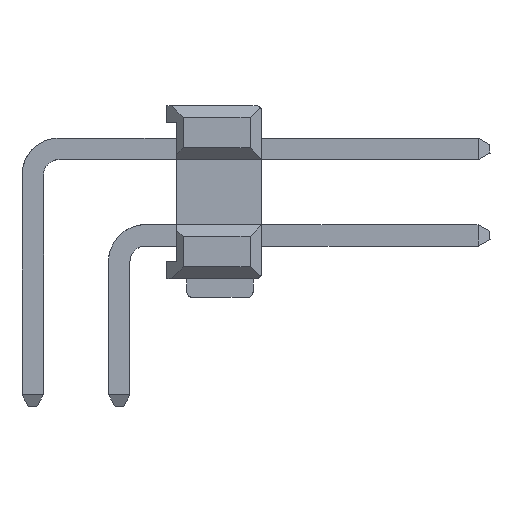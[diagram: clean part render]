
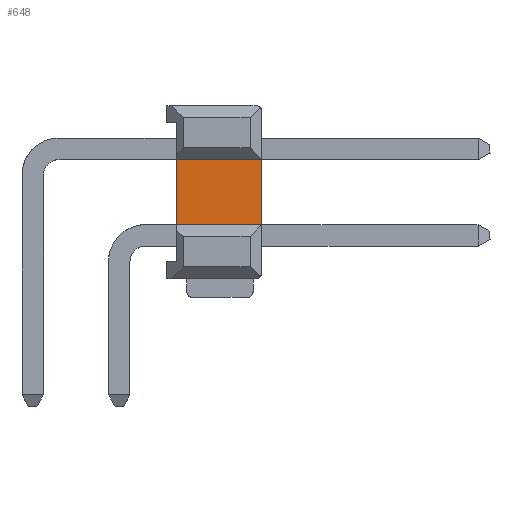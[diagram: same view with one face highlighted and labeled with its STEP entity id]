
A CAD part, left-side view. The second image highlights one B-rep face of the part: STEP entity #648.
In plain terms, the highlighted planar face has unit normal (-1, 0, 0).
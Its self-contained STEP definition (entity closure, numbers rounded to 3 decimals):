
#648=ADVANCED_FACE('',(#1688),#34037,.T.);
#1688=FACE_OUTER_BOUND('',#2731,.T.);
#2731=EDGE_LOOP('',(#3999,#4000,#4001,#4002));
#3999=ORIENTED_EDGE('',*,*,#22693,.T.);
#4000=ORIENTED_EDGE('',*,*,#22683,.F.);
#4001=ORIENTED_EDGE('',*,*,#22690,.F.);
#4002=ORIENTED_EDGE('',*,*,#22686,.F.);
#8977=(
BOUNDED_CURVE()
B_SPLINE_CURVE(1,(#37640,#37641,#37642,#37643),.UNSPECIFIED.,.F.,.F.)
B_SPLINE_CURVE_WITH_KNOTS((2,1,1,2),(-12.607,-11.825,
-11.479,-10.697),.UNSPECIFIED.)
CURVE()
GEOMETRIC_REPRESENTATION_ITEM()
RATIONAL_B_SPLINE_CURVE((1.,1.,1.,1.))
REPRESENTATION_ITEM('')
);
#8980=(
BOUNDED_CURVE()
B_SPLINE_CURVE(1,(#37658,#37659,#37660,#37661),.UNSPECIFIED.,.F.,.F.)
B_SPLINE_CURVE_WITH_KNOTS((2,1,1,2),(-12.607,-11.825,
-11.479,-10.697),.UNSPECIFIED.)
CURVE()
GEOMETRIC_REPRESENTATION_ITEM()
RATIONAL_B_SPLINE_CURVE((1.,1.,1.,1.))
REPRESENTATION_ITEM('')
);
#9806=PCURVE('',#34031,#14980);
#9818=PCURVE('',#34033,#14992);
#9827=PCURVE('',#34035,#15001);
#9849=PCURVE('',#34037,#15023);
#9850=PCURVE('',#34037,#15024);
#9851=PCURVE('',#34037,#15025);
#9852=PCURVE('',#34037,#15026);
#9855=PCURVE('',#34038,#15029);
#14980=DEFINITIONAL_REPRESENTATION('',(#25424),#60387);
#14992=DEFINITIONAL_REPRESENTATION('',(#25439),#60387);
#15001=DEFINITIONAL_REPRESENTATION('',(#25452),#60387);
#15023=DEFINITIONAL_REPRESENTATION('',(#25476),#60387);
#15024=DEFINITIONAL_REPRESENTATION('',(#25477),#60387);
#15025=DEFINITIONAL_REPRESENTATION('',(#25478),#60387);
#15026=DEFINITIONAL_REPRESENTATION('',(#25479),#60387);
#15029=DEFINITIONAL_REPRESENTATION('',(#8980),#60387);
#20096=SURFACE_CURVE('',#25423,(#9806,#9850),.PCURVE_S1.);
#20099=SURFACE_CURVE('',#25438,(#9818,#9852),.PCURVE_S1.);
#20103=SURFACE_CURVE('',#25451,(#9827,#9851),.PCURVE_S1.);
#20106=SURFACE_CURVE('',#8977,(#9849,#9855),.PCURVE_S1.);
#22683=EDGE_CURVE('',#32331,#32325,#20096,.T.);
#22686=EDGE_CURVE('',#32329,#32333,#20099,.T.);
#22690=EDGE_CURVE('',#32333,#32331,#20103,.T.);
#22693=EDGE_CURVE('',#32329,#32325,#20106,.T.);
#25423=B_SPLINE_CURVE_WITH_KNOTS('',1,(#37512,#37513),.UNSPECIFIED.,.F.,
 .F.,(2,2),(-4.97,-2.47),.UNSPECIFIED.);
#25424=B_SPLINE_CURVE_WITH_KNOTS('',1,(#37514,#37515),.UNSPECIFIED.,.F.,
 .F.,(2,2),(-4.97,-2.47),.UNSPECIFIED.);
#25438=B_SPLINE_CURVE_WITH_KNOTS('',1,(#37554,#37555),.UNSPECIFIED.,.F.,
 .F.,(2,2),(-9.38,-6.88),.UNSPECIFIED.);
#25439=B_SPLINE_CURVE_WITH_KNOTS('',1,(#37556,#37557),.UNSPECIFIED.,.F.,
 .F.,(2,2),(-9.38,-6.88),.UNSPECIFIED.);
#25451=B_SPLINE_CURVE_WITH_KNOTS('',1,(#37585,#37586),.UNSPECIFIED.,.F.,
 .F.,(2,2),(-6.88,-4.97),.UNSPECIFIED.);
#25452=B_SPLINE_CURVE_WITH_KNOTS('',1,(#37587,#37588),.UNSPECIFIED.,.F.,
 .F.,(2,2),(-6.88,-4.97),.UNSPECIFIED.);
#25476=B_SPLINE_CURVE_WITH_KNOTS('',1,(#37644,#37645,#37646,#37647),
 .UNSPECIFIED.,.F.,.F.,(2,1,1,2),(-12.607,-11.825,-11.479,
-10.697),.UNSPECIFIED.);
#25477=B_SPLINE_CURVE_WITH_KNOTS('',1,(#37648,#37649),.UNSPECIFIED.,.F.,
 .F.,(2,2),(-4.97,-2.47),.UNSPECIFIED.);
#25478=B_SPLINE_CURVE_WITH_KNOTS('',1,(#37650,#37651),.UNSPECIFIED.,.F.,
 .F.,(2,2),(-6.88,-4.97),.UNSPECIFIED.);
#25479=B_SPLINE_CURVE_WITH_KNOTS('',1,(#37652,#37653),.UNSPECIFIED.,.F.,
 .F.,(2,2),(-9.38,-6.88),.UNSPECIFIED.);
#32325=VERTEX_POINT('',#36776);
#32329=VERTEX_POINT('',#36780);
#32331=VERTEX_POINT('',#36782);
#32333=VERTEX_POINT('',#36784);
#34031=PLANE('',#34922);
#34033=PLANE('',#34924);
#34035=PLANE('',#34926);
#34037=PLANE('',#34928);
#34038=PLANE('',#34929);
#34922=AXIS2_PLACEMENT_3D('',#36685,#35797,$);
#34924=AXIS2_PLACEMENT_3D('',#36687,#35799,$);
#34926=AXIS2_PLACEMENT_3D('',#36689,#35801,$);
#34928=AXIS2_PLACEMENT_3D('',#36691,#35803,$);
#34929=AXIS2_PLACEMENT_3D('',#36692,#35804,$);
#35797=DIRECTION('',(-0.707,0.,-0.707));
#35799=DIRECTION('',(-0.707,0.,0.707));
#35801=DIRECTION('',(0.,1.,0.));
#35803=DIRECTION('',(-1.,0.,0.));
#35804=DIRECTION('',(0.,-1.,0.));
#36685=CARTESIAN_POINT('',(-0.925,2.163,4.045));
#36687=CARTESIAN_POINT('',(-0.925,2.163,2.135));
#36689=CARTESIAN_POINT('',(-1.08,-1.687,1.05));
#36691=CARTESIAN_POINT('',(-0.925,-1.662,4.064));
#36692=CARTESIAN_POINT('',(0.943,-4.187,5.505));
#36776=CARTESIAN_POINT('',(-0.925,-4.187,4.045));
#36780=CARTESIAN_POINT('',(-0.925,-4.187,2.135));
#36782=CARTESIAN_POINT('',(-0.925,-1.687,4.045));
#36784=CARTESIAN_POINT('',(-0.925,-1.687,2.135));
#37512=CARTESIAN_POINT('',(-0.925,-1.687,4.045));
#37513=CARTESIAN_POINT('',(-0.925,-4.187,4.045));
#37514=CARTESIAN_POINT('',(3.85,0.));
#37515=CARTESIAN_POINT('',(6.35,0.));
#37554=CARTESIAN_POINT('',(-0.925,-4.187,2.135));
#37555=CARTESIAN_POINT('',(-0.925,-1.687,2.135));
#37556=CARTESIAN_POINT('',(0.,6.35));
#37557=CARTESIAN_POINT('',(0.,3.85));
#37585=CARTESIAN_POINT('',(-0.925,-1.687,2.135));
#37586=CARTESIAN_POINT('',(-0.925,-1.687,4.045));
#37587=CARTESIAN_POINT('',(1.085,0.155));
#37588=CARTESIAN_POINT('',(2.995,0.155));
#37640=CARTESIAN_POINT('',(-0.925,-4.187,2.135));
#37641=CARTESIAN_POINT('',(-0.925,-4.187,2.917));
#37642=CARTESIAN_POINT('',(-0.925,-4.187,3.263));
#37643=CARTESIAN_POINT('',(-0.925,-4.187,4.045));
#37644=CARTESIAN_POINT('',(0.,0.));
#37645=CARTESIAN_POINT('',(-0.782,0.));
#37646=CARTESIAN_POINT('',(-1.128,0.));
#37647=CARTESIAN_POINT('',(-1.91,0.));
#37648=CARTESIAN_POINT('',(-1.91,-2.5));
#37649=CARTESIAN_POINT('',(-1.91,0.));
#37650=CARTESIAN_POINT('',(0.,-2.5));
#37651=CARTESIAN_POINT('',(-1.91,-2.5));
#37652=CARTESIAN_POINT('',(0.,0.));
#37653=CARTESIAN_POINT('',(0.,-2.5));
#37658=CARTESIAN_POINT('',(1.849,3.322));
#37659=CARTESIAN_POINT('',(1.849,2.54));
#37660=CARTESIAN_POINT('',(1.849,2.195));
#37661=CARTESIAN_POINT('',(1.849,1.412));
#60387=(
GEOMETRIC_REPRESENTATION_CONTEXT(2)
PARAMETRIC_REPRESENTATION_CONTEXT()
REPRESENTATION_CONTEXT('pspace','')
);
